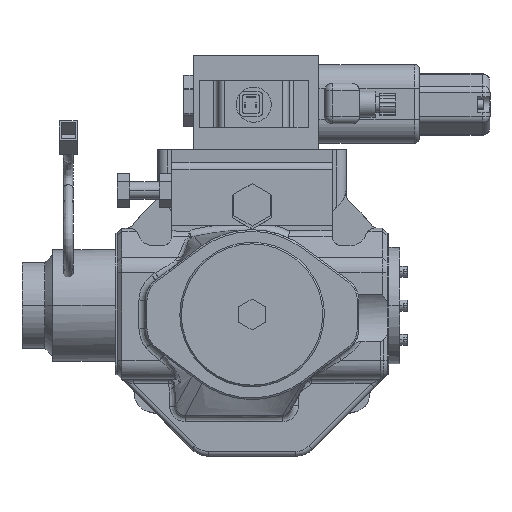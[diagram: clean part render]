
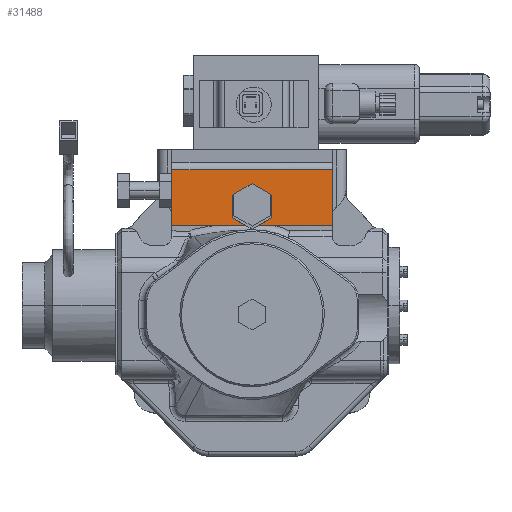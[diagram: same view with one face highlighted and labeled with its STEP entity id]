
A CAD part, top view. The second image highlights one B-rep face of the part: STEP entity #31488.
In plain terms, the highlighted planar face has unit normal (0, 0, 1).
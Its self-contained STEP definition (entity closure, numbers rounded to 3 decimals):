
#123 = VERTEX_POINT ( 'NONE', #16957 ) ;
#306 = CARTESIAN_POINT ( 'NONE',  ( 13.544, 55.699, 107.754 ) ) ;
#505 = CARTESIAN_POINT ( 'NONE',  ( -45.804, 69.37, 107.754 ) ) ;
#1805 = VERTEX_POINT ( 'NONE', #8196 ) ;
#2532 = CARTESIAN_POINT ( 'NONE',  ( -7.29, 53.293, 107.754 ) ) ;
#3095 = DIRECTION ( 'NONE',  ( 1., 0., 0. ) ) ;
#3545 = ORIENTED_EDGE ( 'NONE', *, *, #41437, .T. ) ;
#3843 = CARTESIAN_POINT ( 'NONE',  ( -4.594, 37.303, 107.754 ) ) ;
#4134 = CARTESIAN_POINT ( 'NONE',  ( -7.29, 43.671, 107.754 ) ) ;
#4430 = CARTESIAN_POINT ( 'NONE',  ( -7.29, 38.859, 107.754 ) ) ;
#5307 = CARTESIAN_POINT ( 'NONE',  ( 0.796, 34.191, 107.754 ) ) ;
#5666 = CARTESIAN_POINT ( 'NONE',  ( -3.123, 55.699, 107.754 ) ) ;
#5900 = ORIENTED_EDGE ( 'NONE', *, *, #8217, .T. ) ;
#5908 = CARTESIAN_POINT ( 'NONE',  ( -45.804, 34.191, 107.754 ) ) ;
#6523 = CARTESIAN_POINT ( 'NONE',  ( 17.71, 48.482, 107.754 ) ) ;
#7215 = EDGE_CURVE ( 'NONE', #123, #32122, #45508, .T. ) ;
#7560 = EDGE_CURVE ( 'NONE', #1805, #40610, #25322, .T. ) ;
#7796 = CARTESIAN_POINT ( 'NONE',  ( -11.804, 69.37, 107.754 ) ) ;
#8072 = ORIENTED_EDGE ( 'NONE', *, *, #56641, .T. ) ;
#8196 = CARTESIAN_POINT ( 'NONE',  ( 56.196, 34.191, 107.754 ) ) ;
#8217 = EDGE_CURVE ( 'NONE', #56396, #42919, #57809, .T. ) ;
#9072 = CARTESIAN_POINT ( 'NONE',  ( 5.21, 60.51, 107.754 ) ) ;
#9460 = ORIENTED_EDGE ( 'NONE', *, *, #55980, .T. ) ;
#10313 = CARTESIAN_POINT ( 'NONE',  ( 56.196, 34.191, 107.754 ) ) ;
#11391 = EDGE_CURVE ( 'NONE', #32688, #44719, #22847, .T. ) ;
#13629 = VERTEX_POINT ( 'NONE', #505 ) ;
#13834 = ORIENTED_EDGE ( 'NONE', *, *, #7215, .T. ) ;
#15037 = CARTESIAN_POINT ( 'NONE',  ( 1.044, 58.104, 107.754 ) ) ;
#16062 = EDGE_LOOP ( 'NONE', ( #3545, #56546, #17564, #30212, #5900, #8072, #13834, #9460, #53974, #47928, #18602 ) ) ;
#16499 = B_SPLINE_CURVE_WITH_KNOTS ( 'NONE', 3,
 ( #44791, #40560, #48421, #17545 ),
 .UNSPECIFIED., .F., .F.,
 ( 4, 4 ),
 ( 0., 1. ),
 .UNSPECIFIED. ) ;
#16624 = CARTESIAN_POINT ( 'NONE',  ( 17.71, 53.293, 107.754 ) ) ;
#16863 = CARTESIAN_POINT ( 'NONE',  ( 22.196, 69.37, 107.754 ) ) ;
#16957 = CARTESIAN_POINT ( 'NONE',  ( 17.71, 38.859, 107.754 ) ) ;
#17094 = B_SPLINE_CURVE_WITH_KNOTS ( 'NONE', 3,
 ( #57932, #6523, #38878, #52796 ),
 .UNSPECIFIED., .F., .F.,
 ( 4, 4 ),
 ( 0., 1. ),
 .UNSPECIFIED. ) ;
#17545 = CARTESIAN_POINT ( 'NONE',  ( -45.804, 34.191, 107.754 ) ) ;
#17564 = ORIENTED_EDGE ( 'NONE', *, *, #11391, .T. ) ;
#18602 = ORIENTED_EDGE ( 'NONE', *, *, #40346, .T. ) ;
#18902 = CARTESIAN_POINT ( 'NONE',  ( -14.737, 34.191, 107.754 ) ) ;
#21813 = PLANE ( 'NONE',  #34818 ) ;
#22523 = CARTESIAN_POINT ( 'NONE',  ( -45.804, 34.191, 107.754 ) ) ;
#22847 = B_SPLINE_CURVE_WITH_KNOTS ( 'NONE', 3,
 ( #35888, #4134, #26515, #44671 ),
 .UNSPECIFIED., .F., .F.,
 ( 4, 4 ),
 ( 0., 1. ),
 .UNSPECIFIED. ) ;
#22923 = CARTESIAN_POINT ( 'NONE',  ( 9.625, 34.191, 107.754 ) ) ;
#23028 = CARTESIAN_POINT ( 'NONE',  ( 56.196, 45.917, 107.754 ) ) ;
#24877 = CARTESIAN_POINT ( 'NONE',  ( 9.625, 34.191, 107.754 ) ) ;
#25122 = B_SPLINE_CURVE_WITH_KNOTS ( 'NONE', 3,
 ( #41031, #27396, #51276, #37659 ),
 .UNSPECIFIED., .F., .F.,
 ( 4, 4 ),
 ( 0., 1. ),
 .UNSPECIFIED. ) ;
#25322 = B_SPLINE_CURVE_WITH_KNOTS ( 'NONE', 3,
 ( #10313, #23028, #33001, #51441 ),
 .UNSPECIFIED., .F., .F.,
 ( 4, 4 ),
 ( 0., 1. ),
 .UNSPECIFIED. ) ;
#26232 = CARTESIAN_POINT ( 'NONE',  ( -45.804, 69.37, 107.754 ) ) ;
#26515 = CARTESIAN_POINT ( 'NONE',  ( -7.29, 48.482, 107.754 ) ) ;
#26651 = CARTESIAN_POINT ( 'NONE',  ( 5.196, 51.781, 107.754 ) ) ;
#27396 = CARTESIAN_POINT ( 'NONE',  ( 25.149, 34.191, 107.754 ) ) ;
#28271 = CARTESIAN_POINT ( 'NONE',  ( -30.27, 34.191, 107.754 ) ) ;
#30212 = ORIENTED_EDGE ( 'NONE', *, *, #34979, .T. ) ;
#30331 = CARTESIAN_POINT ( 'NONE',  ( 17.71, 38.859, 107.754 ) ) ;
#31433 = B_SPLINE_CURVE_WITH_KNOTS ( 'NONE', 3,
 ( #47085, #5666, #15037, #33493 ),
 .UNSPECIFIED., .F., .F.,
 ( 4, 4 ),
 ( 0., 1. ),
 .UNSPECIFIED. ) ;
#31474 = CARTESIAN_POINT ( 'NONE',  ( 9.377, 58.104, 107.754 ) ) ;
#31488 = ADVANCED_FACE ( 'NONE', ( #35136 ), #21813, .T. ) ;
#32122 = VERTEX_POINT ( 'NONE', #22923 ) ;
#32688 = VERTEX_POINT ( 'NONE', #45331 ) ;
#33001 = CARTESIAN_POINT ( 'NONE',  ( 56.196, 57.644, 107.754 ) ) ;
#33493 = CARTESIAN_POINT ( 'NONE',  ( 5.21, 60.51, 107.754 ) ) ;
#34818 = AXIS2_PLACEMENT_3D ( 'NONE', #26651, #44512, #3095 ) ;
#34979 = EDGE_CURVE ( 'NONE', #44719, #56396, #31433, .T. ) ;
#35136 = FACE_OUTER_BOUND ( 'NONE', #16062, .T. ) ;
#35888 = CARTESIAN_POINT ( 'NONE',  ( -7.29, 38.859, 107.754 ) ) ;
#36603 = CARTESIAN_POINT ( 'NONE',  ( 56.196, 69.37, 107.754 ) ) ;
#37074 = CARTESIAN_POINT ( 'NONE',  ( -1.899, 35.747, 107.754 ) ) ;
#37659 = CARTESIAN_POINT ( 'NONE',  ( 56.196, 34.191, 107.754 ) ) ;
#38271 = CARTESIAN_POINT ( 'NONE',  ( 5.21, 60.51, 107.754 ) ) ;
#38878 = CARTESIAN_POINT ( 'NONE',  ( 17.71, 43.671, 107.754 ) ) ;
#39489 = B_SPLINE_CURVE_WITH_KNOTS ( 'NONE', 3,
 ( #44386, #16863, #7796, #26232 ),
 .UNSPECIFIED., .F., .F.,
 ( 4, 4 ),
 ( 0., 1. ),
 .UNSPECIFIED. ) ;
#40346 = EDGE_CURVE ( 'NONE', #13629, #47263, #16499, .T. ) ;
#40560 = CARTESIAN_POINT ( 'NONE',  ( -45.804, 57.644, 107.754 ) ) ;
#40610 = VERTEX_POINT ( 'NONE', #36603 ) ;
#41031 = CARTESIAN_POINT ( 'NONE',  ( 9.625, 34.191, 107.754 ) ) ;
#41236 = EDGE_CURVE ( 'NONE', #57995, #32688, #52492, .T. ) ;
#41437 = EDGE_CURVE ( 'NONE', #47263, #57995, #56119, .T. ) ;
#42919 = VERTEX_POINT ( 'NONE', #16624 ) ;
#43462 = EDGE_CURVE ( 'NONE', #40610, #13629, #39489, .T. ) ;
#44386 = CARTESIAN_POINT ( 'NONE',  ( 56.196, 69.37, 107.754 ) ) ;
#44512 = DIRECTION ( 'NONE',  ( 0., 0., 1. ) ) ;
#44543 = CARTESIAN_POINT ( 'NONE',  ( 15.015, 37.303, 107.754 ) ) ;
#44671 = CARTESIAN_POINT ( 'NONE',  ( -7.29, 53.293, 107.754 ) ) ;
#44719 = VERTEX_POINT ( 'NONE', #2532 ) ;
#44791 = CARTESIAN_POINT ( 'NONE',  ( -45.804, 69.37, 107.754 ) ) ;
#45258 = CARTESIAN_POINT ( 'NONE',  ( 0.796, 34.191, 107.754 ) ) ;
#45331 = CARTESIAN_POINT ( 'NONE',  ( -7.29, 38.859, 107.754 ) ) ;
#45508 = B_SPLINE_CURVE_WITH_KNOTS ( 'NONE', 3,
 ( #30331, #44543, #57567, #24877 ),
 .UNSPECIFIED., .F., .F.,
 ( 4, 4 ),
 ( 0., 1. ),
 .UNSPECIFIED. ) ;
#45656 = CARTESIAN_POINT ( 'NONE',  ( 17.71, 53.293, 107.754 ) ) ;
#47085 = CARTESIAN_POINT ( 'NONE',  ( -7.29, 53.293, 107.754 ) ) ;
#47263 = VERTEX_POINT ( 'NONE', #22523 ) ;
#47928 = ORIENTED_EDGE ( 'NONE', *, *, #43462, .T. ) ;
#48421 = CARTESIAN_POINT ( 'NONE',  ( -45.804, 45.917, 107.754 ) ) ;
#51276 = CARTESIAN_POINT ( 'NONE',  ( 40.672, 34.191, 107.754 ) ) ;
#51441 = CARTESIAN_POINT ( 'NONE',  ( 56.196, 69.37, 107.754 ) ) ;
#52492 = B_SPLINE_CURVE_WITH_KNOTS ( 'NONE', 3,
 ( #45258, #37074, #3843, #4430 ),
 .UNSPECIFIED., .F., .F.,
 ( 4, 4 ),
 ( 0., 1. ),
 .UNSPECIFIED. ) ;
#52796 = CARTESIAN_POINT ( 'NONE',  ( 17.71, 38.859, 107.754 ) ) ;
#53974 = ORIENTED_EDGE ( 'NONE', *, *, #7560, .T. ) ;
#55980 = EDGE_CURVE ( 'NONE', #32122, #1805, #25122, .T. ) ;
#56119 = B_SPLINE_CURVE_WITH_KNOTS ( 'NONE', 3,
 ( #5908, #28271, #18902, #5307 ),
 .UNSPECIFIED., .F., .F.,
 ( 4, 4 ),
 ( 0., 1. ),
 .UNSPECIFIED. ) ;
#56396 = VERTEX_POINT ( 'NONE', #38271 ) ;
#56546 = ORIENTED_EDGE ( 'NONE', *, *, #41236, .T. ) ;
#56641 = EDGE_CURVE ( 'NONE', #42919, #123, #17094, .T. ) ;
#57567 = CARTESIAN_POINT ( 'NONE',  ( 12.32, 35.747, 107.754 ) ) ;
#57809 = B_SPLINE_CURVE_WITH_KNOTS ( 'NONE', 3,
 ( #9072, #31474, #306, #45656 ),
 .UNSPECIFIED., .F., .F.,
 ( 4, 4 ),
 ( 0., 1. ),
 .UNSPECIFIED. ) ;
#57932 = CARTESIAN_POINT ( 'NONE',  ( 17.71, 53.293, 107.754 ) ) ;
#57995 = VERTEX_POINT ( 'NONE', #59511 ) ;
#59511 = CARTESIAN_POINT ( 'NONE',  ( 0.796, 34.191, 107.754 ) ) ;
